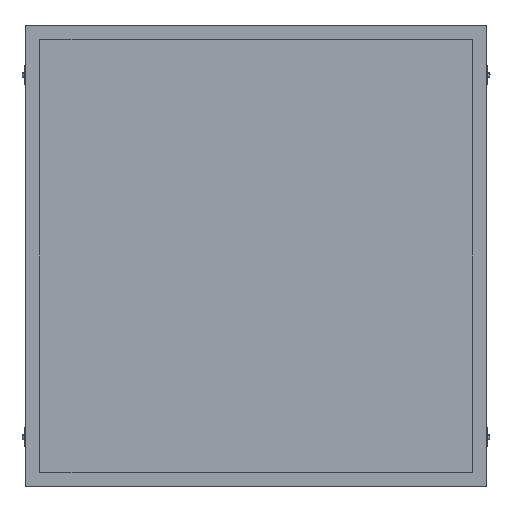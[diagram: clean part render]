
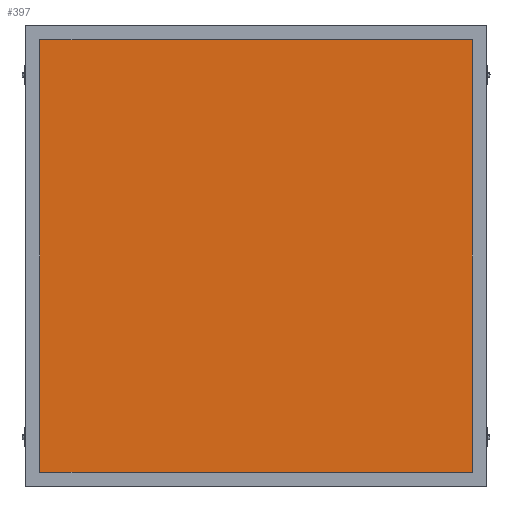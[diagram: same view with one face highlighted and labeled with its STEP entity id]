
A CAD part, front view. The second image highlights one B-rep face of the part: STEP entity #397.
In plain terms, the highlighted planar face has unit normal (0, -1, 0).
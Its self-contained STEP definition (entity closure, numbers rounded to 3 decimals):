
#69 = EDGE_CURVE ( 'NONE', #2561, #78, #663, .T. ) ;
#78 = VERTEX_POINT ( 'NONE', #1771 ) ;
#397 = ADVANCED_FACE ( 'NONE', ( #2157 ), #1411, .T. ) ;
#525 = DIRECTION ( 'NONE',  ( -1., 0., 0. ) ) ;
#563 = CARTESIAN_POINT ( 'NONE',  ( -278.5, 0.5, 278.5 ) ) ;
#620 = CARTESIAN_POINT ( 'NONE',  ( -278.5, 0.5, -278.5 ) ) ;
#663 = LINE ( 'NONE', #563, #2819 ) ;
#742 = EDGE_CURVE ( 'NONE', #1492, #2561, #1876, .T. ) ;
#817 = DIRECTION ( 'NONE',  ( 0., -1., 0. ) ) ;
#1136 = CARTESIAN_POINT ( 'NONE',  ( -278.5, 0.5, 278.5 ) ) ;
#1182 = DIRECTION ( 'NONE',  ( 0., 0., -1. ) ) ;
#1361 = EDGE_CURVE ( 'NONE', #1684, #1492, #3606, .T. ) ;
#1411 = PLANE ( 'NONE',  #1626 ) ;
#1492 = VERTEX_POINT ( 'NONE', #1573 ) ;
#1548 = LINE ( 'NONE', #620, #2234 ) ;
#1573 = CARTESIAN_POINT ( 'NONE',  ( 278.5, 0.5, 278.5 ) ) ;
#1626 = AXIS2_PLACEMENT_3D ( 'NONE', #2516, #817, #3113 ) ;
#1635 = ORIENTED_EDGE ( 'NONE', *, *, #2897, .T. ) ;
#1655 = CARTESIAN_POINT ( 'NONE',  ( 278.5, 0.5, -278.5 ) ) ;
#1684 = VERTEX_POINT ( 'NONE', #1655 ) ;
#1771 = CARTESIAN_POINT ( 'NONE',  ( -278.5, 0.5, -278.5 ) ) ;
#1876 = LINE ( 'NONE', #1136, #3524 ) ;
#1908 = VECTOR ( 'NONE', #2077, 1000. ) ;
#2077 = DIRECTION ( 'NONE',  ( 0., 0., 1. ) ) ;
#2157 = FACE_OUTER_BOUND ( 'NONE', #3294, .T. ) ;
#2234 = VECTOR ( 'NONE', #2595, 1000. ) ;
#2516 = CARTESIAN_POINT ( 'NONE',  ( 0., 0.5, 0. ) ) ;
#2561 = VERTEX_POINT ( 'NONE', #3534 ) ;
#2595 = DIRECTION ( 'NONE',  ( 1., 0., 0. ) ) ;
#2649 = CARTESIAN_POINT ( 'NONE',  ( 278.5, 0.5, 278.5 ) ) ;
#2819 = VECTOR ( 'NONE', #1182, 1000. ) ;
#2897 = EDGE_CURVE ( 'NONE', #78, #1684, #1548, .T. ) ;
#2955 = ORIENTED_EDGE ( 'NONE', *, *, #69, .T. ) ;
#3113 = DIRECTION ( 'NONE',  ( 0., 0., -1. ) ) ;
#3294 = EDGE_LOOP ( 'NONE', ( #2955, #1635, #3634, #3317 ) ) ;
#3317 = ORIENTED_EDGE ( 'NONE', *, *, #742, .T. ) ;
#3524 = VECTOR ( 'NONE', #525, 1000. ) ;
#3534 = CARTESIAN_POINT ( 'NONE',  ( -278.5, 0.5, 278.5 ) ) ;
#3606 = LINE ( 'NONE', #2649, #1908 ) ;
#3634 = ORIENTED_EDGE ( 'NONE', *, *, #1361, .T. ) ;
